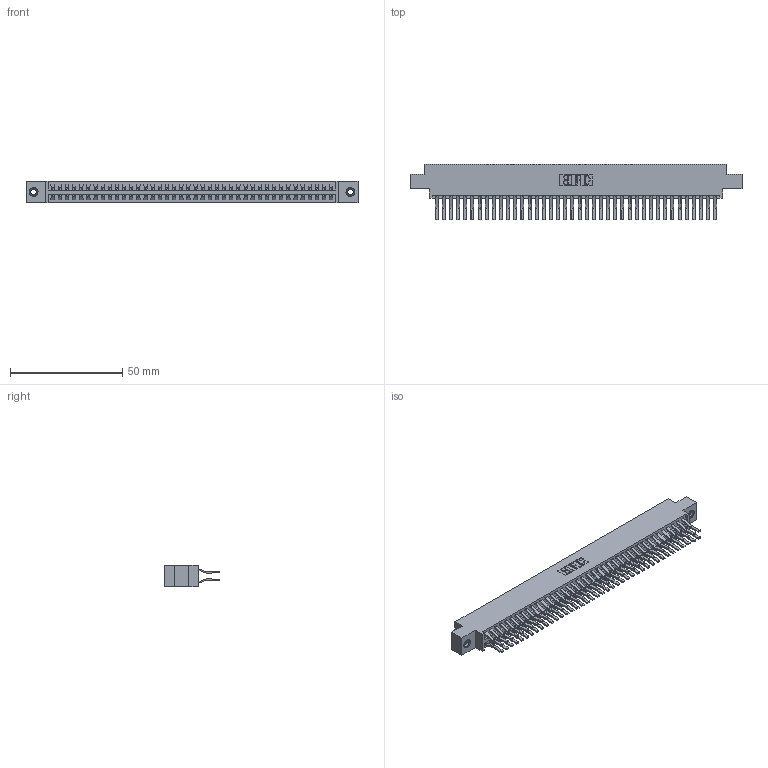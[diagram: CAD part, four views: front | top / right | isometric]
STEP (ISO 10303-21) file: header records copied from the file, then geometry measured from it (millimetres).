
FILE_DESCRIPTION (( 'STEP AP203' ), '1' );
FILE_NAME ('346-080-560-807.STEP', '2022-05-25T16:54:18', ( '' ), ( '' ), 'SwSTEP 2.0', 'SolidWorks 2020', '' );
FILE_SCHEMA (( 'CONFIG_CONTROL_DESIGN' ));
Length unit declared in the file: inch
Products named in the file (4): 345-292-001_560 Tail; 345-250-001_345-250-005-103; 346 Part_0.170 Offset - 0.156 Dia-TI; 346-080-560-807
Assembly tree (83 placements, depth 2):
  346-080-560-807
    346 Part_0.170 Offset - 0.156 Dia-TI
    345-292-001_560 Tail  x80
    345-250-001_345-250-005-103  x2
Bounding box: 147.57 x 24.78 x 9.4 mm (x, y, z)
Volume: 14731 mm3; surface area: 21829.7 mm2
Topology: 83 solids, 83 shells, 4506 faces, 13357 edges, 8790 vertices
Faces by surface type: plane 2912, cylinder 1578, cone 12, torus 4
Entity records: 27780 total; most frequent: CARTESIAN_POINT 4567, ORIENTED_EDGE 4494, DIRECTION 4105, EDGE_CURVE 2247, LINE 1931, VECTOR 1931, VERTEX_POINT 1492, AXIS2_PLACEMENT_3D 1087
